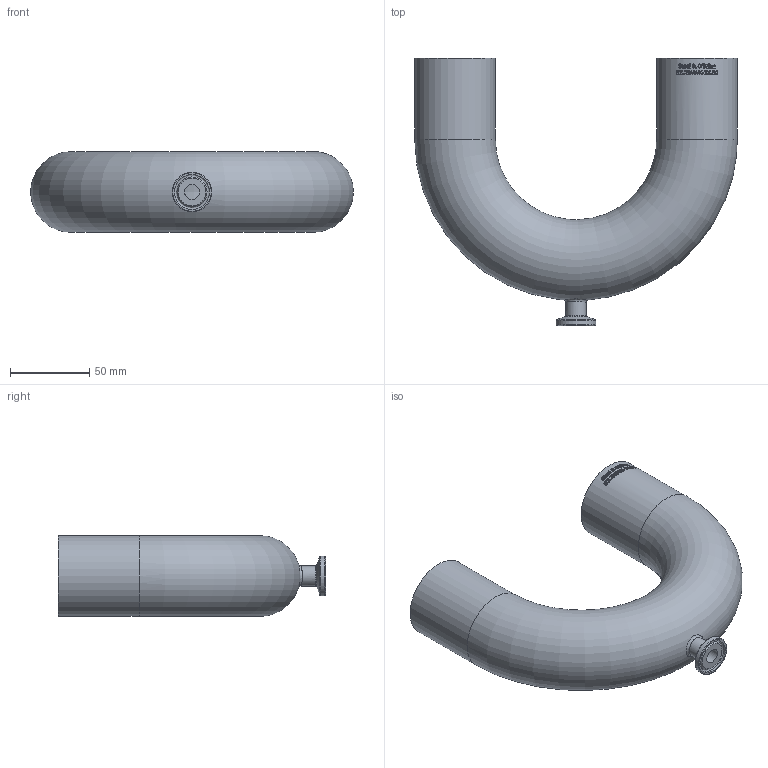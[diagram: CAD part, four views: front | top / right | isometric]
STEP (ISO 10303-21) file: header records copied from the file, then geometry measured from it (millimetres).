
FILE_DESCRIPTION(/* description */ (''),/* implementation_level */ '2;1');
FILE_NAME(/* name */ 'S2UBWWK-2X.50.stp',/* time_stamp */ '2018-11-26T16:28:23-05:00',/* author */ ('rick'),/* organization */ (''),/* preprocessor_version */ 'ST-DEVELOPER v15.2',/* originating_system */ 'Autodesk Inventor 2014',/* authorisation */ '');
FILE_SCHEMA (('AUTOMOTIVE_DESIGN { 1 0 10303 214 3 1 1 }'));
Length unit declared in the file: inch
Products named in the file (1): S2UBWWK-2X.50
Bounding box: 203.2 x 168.28 x 50.8 mm (x, y, z)
Volume: 89055.6 mm3; surface area: 107791.4 mm2
Topology: 1 solids, 1 shells, 440 faces, 1190 edges, 792 vertices
Faces by surface type: bspline 205, plane 181, cylinder 46, torus 6, cone 2
Full cylindrical faces by diameter (mm): 9.398 x1, 12.7 x1, 21.895 x1, 24.994 x1, 47.498 x2, 50.8 x2
Entity records: 17639 total; most frequent: CARTESIAN_POINT 7748, ORIENTED_EDGE 2332, DIRECTION 1477, EDGE_CURVE 1166, VERTEX_POINT 784, LINE 505, VECTOR 505, EDGE_LOOP 500
